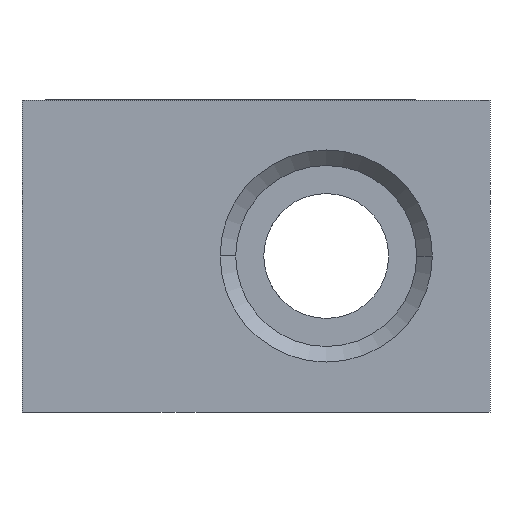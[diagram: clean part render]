
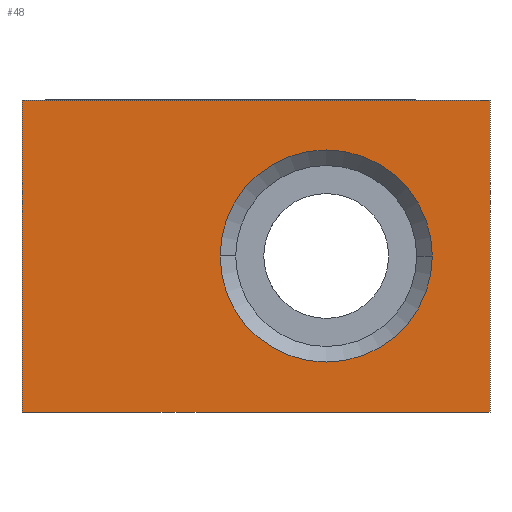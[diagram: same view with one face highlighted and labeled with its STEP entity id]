
A CAD part, left-side view. The second image highlights one B-rep face of the part: STEP entity #48.
In plain terms, the highlighted planar face has unit normal (-1, 0, 0).
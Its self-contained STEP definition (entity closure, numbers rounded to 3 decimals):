
#48 = ADVANCED_FACE ( 'NONE', ( #1124, #1123 ), #1122, .F. ) ;
#49 = EDGE_LOOP ( 'NONE', ( #50, #51 ) ) ;
#50 = ORIENTED_EDGE ( 'NONE', *, *, #230, .T. ) ;
#51 = ORIENTED_EDGE ( 'NONE', *, *, #52, .T. ) ;
#52 = EDGE_CURVE ( 'NONE', #64, #229, #1116, .T. ) ;
#53 = EDGE_LOOP ( 'NONE', ( #198, #54, #57, #115 ) ) ;
#54 = ORIENTED_EDGE ( 'NONE', *, *, #55, .F. ) ;
#55 = EDGE_CURVE ( 'NONE', #56, #205, #1117, .T. ) ;
#56 = VERTEX_POINT ( 'NONE', #1208 ) ;
#57 = ORIENTED_EDGE ( 'NONE', *, *, #236, .F. ) ;
#64 = VERTEX_POINT ( 'NONE', #1197 ) ;
#115 = ORIENTED_EDGE ( 'NONE', *, *, #196, .T. ) ;
#195 = VERTEX_POINT ( 'NONE', #1595 ) ;
#196 = EDGE_CURVE ( 'NONE', #195, #204, #1717, .T. ) ;
#198 = ORIENTED_EDGE ( 'NONE', *, *, #199, .T. ) ;
#199 = EDGE_CURVE ( 'NONE', #204, #205, #1713, .T. ) ;
#204 = VERTEX_POINT ( 'NONE', #1704 ) ;
#205 = VERTEX_POINT ( 'NONE', #1703 ) ;
#229 = VERTEX_POINT ( 'NONE', #1634 ) ;
#230 = EDGE_CURVE ( 'NONE', #229, #64, #1633, .T. ) ;
#236 = EDGE_CURVE ( 'NONE', #195, #56, #1497, .T. ) ;
#1112 = DIRECTION ( 'NONE',  ( 0., 1., 0. ) ) ;
#1113 = DIRECTION ( 'NONE',  ( 1., 0., 0. ) ) ;
#1114 = CARTESIAN_POINT ( 'NONE',  ( -26., 0., 0. ) ) ;
#1115 = AXIS2_PLACEMENT_3D ( 'NONE', #1114, #1113, #1112 ) ;
#1116 = CIRCLE ( 'NONE', #1115, 6.8 ) ;
#1117 = LINE ( 'NONE', #1211, #1210 ) ;
#1118 = DIRECTION ( 'NONE',  ( 0., 1., 0. ) ) ;
#1119 = DIRECTION ( 'NONE',  ( 1., 0., 0. ) ) ;
#1120 = CARTESIAN_POINT ( 'NONE',  ( -26., 19.5, 10. ) ) ;
#1121 = AXIS2_PLACEMENT_3D ( 'NONE', #1120, #1119, #1118 ) ;
#1122 = PLANE ( 'NONE',  #1121 ) ;
#1123 = FACE_OUTER_BOUND ( 'NONE', #53, .T. ) ;
#1124 = FACE_BOUND ( 'NONE', #49, .T. ) ;
#1197 = CARTESIAN_POINT ( 'NONE',  ( -26., 6.8, 0. ) ) ;
#1208 = CARTESIAN_POINT ( 'NONE',  ( -26., -10.5, 10. ) ) ;
#1209 = DIRECTION ( 'NONE',  ( 0., 0., -1. ) ) ;
#1210 = VECTOR ( 'NONE', #1209, 1000. ) ;
#1211 = CARTESIAN_POINT ( 'NONE',  ( -26., -10.5, 10. ) ) ;
#1494 = DIRECTION ( 'NONE',  ( 0., -1., 0. ) ) ;
#1495 = VECTOR ( 'NONE', #1494, 1000. ) ;
#1496 = CARTESIAN_POINT ( 'NONE',  ( -26., 19.5, 10. ) ) ;
#1497 = LINE ( 'NONE', #1496, #1495 ) ;
#1595 = CARTESIAN_POINT ( 'NONE',  ( -26., 19.5, 10. ) ) ;
#1629 = DIRECTION ( 'NONE',  ( 0., 1., 0. ) ) ;
#1630 = DIRECTION ( 'NONE',  ( 1., 0., 0. ) ) ;
#1631 = CARTESIAN_POINT ( 'NONE',  ( -26., 0., 0. ) ) ;
#1632 = AXIS2_PLACEMENT_3D ( 'NONE', #1631, #1630, #1629 ) ;
#1633 = CIRCLE ( 'NONE', #1632, 6.8 ) ;
#1634 = CARTESIAN_POINT ( 'NONE',  ( -26., -6.8, 0. ) ) ;
#1703 = CARTESIAN_POINT ( 'NONE',  ( -26., -10.5, -10. ) ) ;
#1704 = CARTESIAN_POINT ( 'NONE',  ( -26., 19.5, -10. ) ) ;
#1710 = DIRECTION ( 'NONE',  ( 0., -1., 0. ) ) ;
#1711 = VECTOR ( 'NONE', #1710, 1000. ) ;
#1712 = CARTESIAN_POINT ( 'NONE',  ( -26., 19.5, -10. ) ) ;
#1713 = LINE ( 'NONE', #1712, #1711 ) ;
#1714 = DIRECTION ( 'NONE',  ( 0., 0., -1. ) ) ;
#1715 = VECTOR ( 'NONE', #1714, 1000. ) ;
#1716 = CARTESIAN_POINT ( 'NONE',  ( -26., 19.5, 10. ) ) ;
#1717 = LINE ( 'NONE', #1716, #1715 ) ;
